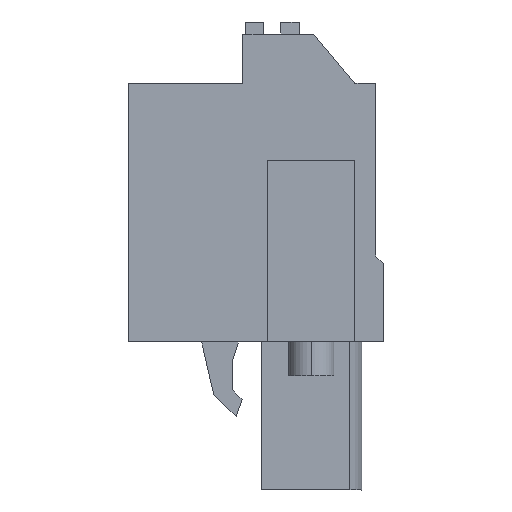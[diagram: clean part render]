
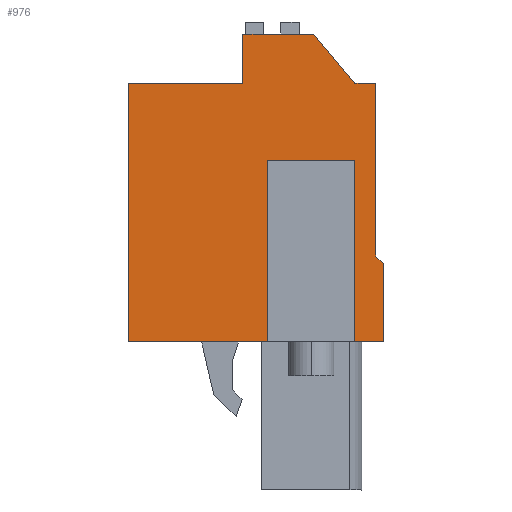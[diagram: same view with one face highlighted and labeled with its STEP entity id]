
A CAD part, left-side view. The second image highlights one B-rep face of the part: STEP entity #976.
In plain terms, the highlighted planar face has unit normal (-1, 0, 0).
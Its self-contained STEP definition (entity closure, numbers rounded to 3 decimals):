
#885=AXIS2_PLACEMENT_3D('Plane Axis2P3D',#882,#883,#884) ;
#40=CARTESIAN_POINT('Vertex',(4.792,0.,13.383)) ;
#45=CARTESIAN_POINT('Line Origine',(4.792,0.,11.066)) ;
#49=CARTESIAN_POINT('Vertex',(4.792,0.,8.75)) ;
#292=CARTESIAN_POINT('Line Origine',(4.792,0.858,8.75)) ;
#296=CARTESIAN_POINT('Vertex',(4.792,1.716,8.75)) ;
#317=CARTESIAN_POINT('Vertex',(4.792,6.816,8.75)) ;
#320=CARTESIAN_POINT('Line Origine',(4.792,10.933,8.75)) ;
#324=CARTESIAN_POINT('Vertex',(4.792,15.05,8.75)) ;
#882=CARTESIAN_POINT('Axis2P3D Location',(4.792,0.,0.)) ;
#887=CARTESIAN_POINT('Line Origine',(4.792,0.225,13.608)) ;
#891=CARTESIAN_POINT('Vertex',(4.792,0.45,13.833)) ;
#894=CARTESIAN_POINT('Line Origine',(4.792,0.45,18.936)) ;
#898=CARTESIAN_POINT('Vertex',(4.792,0.45,24.04)) ;
#901=CARTESIAN_POINT('Line Origine',(4.792,1.064,24.04)) ;
#905=CARTESIAN_POINT('Vertex',(4.792,1.679,24.04)) ;
#908=CARTESIAN_POINT('Line Origine',(4.792,2.896,25.49)) ;
#912=CARTESIAN_POINT('Vertex',(4.792,4.112,26.94)) ;
#915=CARTESIAN_POINT('Line Origine',(4.792,6.206,26.94)) ;
#919=CARTESIAN_POINT('Vertex',(4.792,8.3,26.94)) ;
#922=CARTESIAN_POINT('Line Origine',(4.792,8.3,25.49)) ;
#926=CARTESIAN_POINT('Vertex',(4.792,8.3,24.04)) ;
#929=CARTESIAN_POINT('Line Origine',(4.792,11.675,24.04)) ;
#933=CARTESIAN_POINT('Vertex',(4.792,15.05,24.04)) ;
#936=CARTESIAN_POINT('Line Origine',(4.792,15.05,16.395)) ;
#941=CARTESIAN_POINT('Line Origine',(4.792,6.816,14.1)) ;
#945=CARTESIAN_POINT('Vertex',(4.792,6.816,19.45)) ;
#948=CARTESIAN_POINT('Line Origine',(4.792,4.266,19.45)) ;
#952=CARTESIAN_POINT('Vertex',(4.792,1.716,19.45)) ;
#955=CARTESIAN_POINT('Line Origine',(4.792,1.716,14.1)) ;
#46=DIRECTION('Vector Direction',(0.,0.,-1.)) ;
#293=DIRECTION('Vector Direction',(0.,1.,0.)) ;
#321=DIRECTION('Vector Direction',(0.,1.,0.)) ;
#883=DIRECTION('Axis2P3D Direction',(-1.,0.,0.)) ;
#884=DIRECTION('Axis2P3D XDirection',(0.,0.,1.)) ;
#888=DIRECTION('Vector Direction',(0.,-0.707,-0.707)) ;
#895=DIRECTION('Vector Direction',(0.,0.,1.)) ;
#902=DIRECTION('Vector Direction',(0.,1.,0.)) ;
#909=DIRECTION('Vector Direction',(0.,-0.643,-0.766)) ;
#916=DIRECTION('Vector Direction',(0.,-1.,0.)) ;
#923=DIRECTION('Vector Direction',(0.,0.,1.)) ;
#930=DIRECTION('Vector Direction',(0.,-1.,0.)) ;
#937=DIRECTION('Vector Direction',(0.,0.,-1.)) ;
#942=DIRECTION('Vector Direction',(0.,0.,1.)) ;
#949=DIRECTION('Vector Direction',(0.,-1.,0.)) ;
#956=DIRECTION('Vector Direction',(0.,0.,1.)) ;
#47=VECTOR('Line Direction',#46,1.) ;
#294=VECTOR('Line Direction',#293,1.) ;
#322=VECTOR('Line Direction',#321,1.) ;
#889=VECTOR('Line Direction',#888,1.) ;
#896=VECTOR('Line Direction',#895,1.) ;
#903=VECTOR('Line Direction',#902,1.) ;
#910=VECTOR('Line Direction',#909,1.) ;
#917=VECTOR('Line Direction',#916,1.) ;
#924=VECTOR('Line Direction',#923,1.) ;
#931=VECTOR('Line Direction',#930,1.) ;
#938=VECTOR('Line Direction',#937,1.) ;
#943=VECTOR('Line Direction',#942,1.) ;
#950=VECTOR('Line Direction',#949,1.) ;
#957=VECTOR('Line Direction',#956,1.) ;
#961=ORIENTED_EDGE('',*,*,#298,.T.) ;
#962=ORIENTED_EDGE('',*,*,#51,.T.) ;
#963=ORIENTED_EDGE('',*,*,#893,.T.) ;
#964=ORIENTED_EDGE('',*,*,#900,.T.) ;
#965=ORIENTED_EDGE('',*,*,#907,.T.) ;
#966=ORIENTED_EDGE('',*,*,#914,.T.) ;
#967=ORIENTED_EDGE('',*,*,#921,.T.) ;
#968=ORIENTED_EDGE('',*,*,#928,.T.) ;
#969=ORIENTED_EDGE('',*,*,#935,.T.) ;
#970=ORIENTED_EDGE('',*,*,#940,.T.) ;
#971=ORIENTED_EDGE('',*,*,#326,.T.) ;
#972=ORIENTED_EDGE('',*,*,#947,.F.) ;
#973=ORIENTED_EDGE('',*,*,#954,.F.) ;
#974=ORIENTED_EDGE('',*,*,#959,.F.) ;
#976=ADVANCED_FACE('HOUSING',(#975),#886,.T.) ;
#51=EDGE_CURVE('',#50,#41,#48,.F.) ;
#298=EDGE_CURVE('',#297,#50,#295,.F.) ;
#326=EDGE_CURVE('',#325,#318,#323,.F.) ;
#893=EDGE_CURVE('',#41,#892,#890,.F.) ;
#900=EDGE_CURVE('',#892,#899,#897,.T.) ;
#907=EDGE_CURVE('',#899,#906,#904,.T.) ;
#914=EDGE_CURVE('',#906,#913,#911,.F.) ;
#921=EDGE_CURVE('',#913,#920,#918,.F.) ;
#928=EDGE_CURVE('',#920,#927,#925,.F.) ;
#935=EDGE_CURVE('',#927,#934,#932,.F.) ;
#940=EDGE_CURVE('',#934,#325,#939,.T.) ;
#947=EDGE_CURVE('',#946,#318,#944,.F.) ;
#954=EDGE_CURVE('',#953,#946,#951,.F.) ;
#959=EDGE_CURVE('',#297,#953,#958,.T.) ;
#960=EDGE_LOOP('',(#961,#962,#963,#964,#965,#966,#967,#968,#969,#970,#971,#972,#973,#974)) ;
#975=FACE_OUTER_BOUND('',#960,.T.) ;
#48=LINE('Line',#45,#47) ;
#295=LINE('Line',#292,#294) ;
#323=LINE('Line',#320,#322) ;
#890=LINE('Line',#887,#889) ;
#897=LINE('Line',#894,#896) ;
#904=LINE('Line',#901,#903) ;
#911=LINE('Line',#908,#910) ;
#918=LINE('Line',#915,#917) ;
#925=LINE('Line',#922,#924) ;
#932=LINE('Line',#929,#931) ;
#939=LINE('Line',#936,#938) ;
#944=LINE('Line',#941,#943) ;
#951=LINE('Line',#948,#950) ;
#958=LINE('Line',#955,#957) ;
#886=PLANE('',#885) ;
#41=VERTEX_POINT('',#40) ;
#50=VERTEX_POINT('',#49) ;
#297=VERTEX_POINT('',#296) ;
#318=VERTEX_POINT('',#317) ;
#325=VERTEX_POINT('',#324) ;
#892=VERTEX_POINT('',#891) ;
#899=VERTEX_POINT('',#898) ;
#906=VERTEX_POINT('',#905) ;
#913=VERTEX_POINT('',#912) ;
#920=VERTEX_POINT('',#919) ;
#927=VERTEX_POINT('',#926) ;
#934=VERTEX_POINT('',#933) ;
#946=VERTEX_POINT('',#945) ;
#953=VERTEX_POINT('',#952) ;
